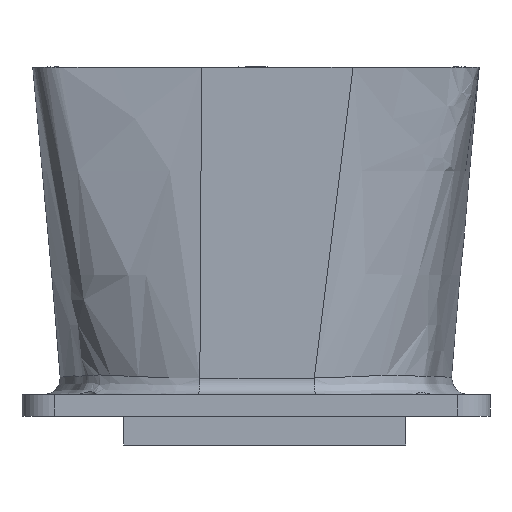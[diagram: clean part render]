
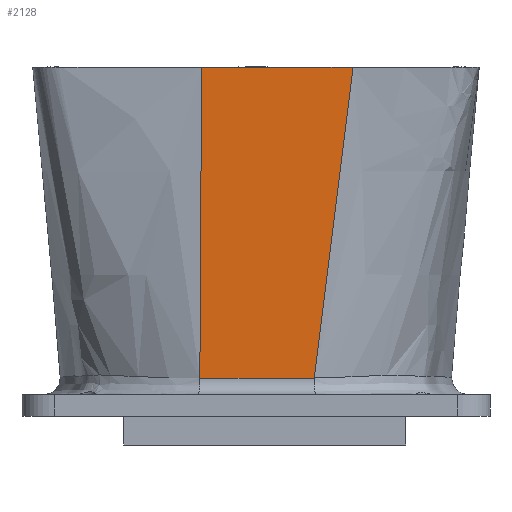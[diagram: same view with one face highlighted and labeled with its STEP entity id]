
A CAD part, front view. The second image highlights one B-rep face of the part: STEP entity #2128.
In plain terms, the highlighted planar face has unit normal (0, -1, -0.022).
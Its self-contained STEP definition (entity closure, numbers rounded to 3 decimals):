
#184=B_SPLINE_CURVE_WITH_KNOTS('',3,(#6209,#6210,#6211,#6212),
 .UNSPECIFIED.,.F.,.F.,(4,4),(0.,0.006),.UNSPECIFIED.);
#425=FACE_OUTER_BOUND('',#565,.T.);
#565=EDGE_LOOP('',(#1875,#1876,#1877,#1878,#1879));
#638=LINE('',#4934,#751);
#640=LINE('',#6580,#753);
#641=LINE('',#6664,#754);
#660=LINE('',#8722,#773);
#751=VECTOR('',#2563,10.);
#753=VECTOR('',#2565,45.512);
#754=VECTOR('',#2566,45.863);
#773=VECTOR('',#2631,10.);
#936=VERTEX_POINT('',#4932);
#937=VERTEX_POINT('',#4933);
#956=VERTEX_POINT('',#6199);
#960=VERTEX_POINT('',#6579);
#961=VERTEX_POINT('',#6581);
#1201=EDGE_CURVE('',#936,#937,#638,.T.);
#1222=EDGE_CURVE('',#956,#936,#184,.T.);
#1227=EDGE_CURVE('',#937,#960,#640,.T.);
#1229=EDGE_CURVE('',#956,#961,#641,.T.);
#1303=EDGE_CURVE('',#961,#960,#660,.T.);
#1875=ORIENTED_EDGE('',*,*,#1201,.F.);
#1876=ORIENTED_EDGE('',*,*,#1222,.F.);
#1877=ORIENTED_EDGE('',*,*,#1229,.T.);
#1878=ORIENTED_EDGE('',*,*,#1303,.T.);
#1879=ORIENTED_EDGE('',*,*,#1227,.F.);
#2014=PLANE('',#2294);
#2128=ADVANCED_FACE('',(#425),#2014,.T.);
#2294=AXIS2_PLACEMENT_3D('',#8723,#2632,#2633);
#2563=DIRECTION('',(-1.,0.,0.));
#2565=DIRECTION('',(0.005,-0.022,1.));
#2566=DIRECTION('',(0.124,-0.022,0.992));
#2631=DIRECTION('',(-1.,0.,0.));
#2632=DIRECTION('center_axis',(0.,-1.,
-0.022));
#2633=DIRECTION('ref_axis',(0.,0.022,-1.));
#4932=CARTESIAN_POINT('',(8.094,-30.049,2.248));
#4933=CARTESIAN_POINT('',(-7.798,-30.049,2.248));
#4934=CARTESIAN_POINT('',(-17.905,-30.049,2.248));
#6199=CARTESIAN_POINT('',(8.098,-30.051,2.311));
#6209=CARTESIAN_POINT('Ctrl Pts',(8.098,-30.051,2.311));
#6210=CARTESIAN_POINT('Ctrl Pts',(8.096,-30.05,2.29));
#6211=CARTESIAN_POINT('Ctrl Pts',(8.094,-30.05,2.269));
#6212=CARTESIAN_POINT('Ctrl Pts',(8.094,-30.049,2.248));
#6579=CARTESIAN_POINT('',(-7.56,-31.,45.5));
#6580=CARTESIAN_POINT('',(-7.81,-30.,0.));
#6581=CARTESIAN_POINT('',(13.482,-31.,45.5));
#6664=CARTESIAN_POINT('',(7.81,-30.,0.));
#8722=CARTESIAN_POINT('',(-3.905,-31.,45.5));
#8723=CARTESIAN_POINT('Origin',(-7.81,-30.,0.));
